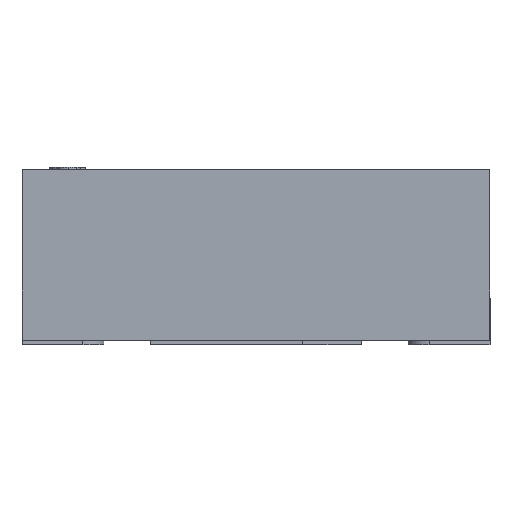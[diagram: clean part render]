
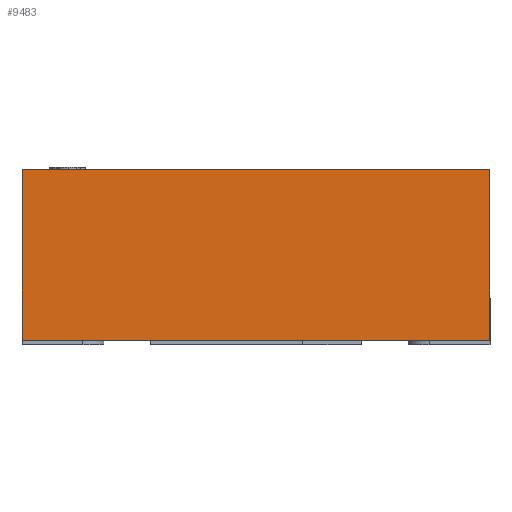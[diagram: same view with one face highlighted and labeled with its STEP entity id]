
A CAD part, left-side view. The second image highlights one B-rep face of the part: STEP entity #9483.
In plain terms, the highlighted planar face has unit normal (-1, 0, 0).
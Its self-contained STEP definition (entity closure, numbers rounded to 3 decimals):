
#5 = PLANE ( 'NONE',  #2159 ) ;
#766 = VECTOR ( 'NONE', #9948, 1000. ) ;
#2159 = AXIS2_PLACEMENT_3D ( 'NONE', #15369, #6470, #7625 ) ;
#2338 = VERTEX_POINT ( 'NONE', #15116 ) ;
#3083 = VERTEX_POINT ( 'NONE', #14820 ) ;
#3192 = VECTOR ( 'NONE', #5490, 1000. ) ;
#3918 = VERTEX_POINT ( 'NONE', #6277 ) ;
#5481 = EDGE_CURVE ( 'NONE', #3918, #11200, #7270, .T. ) ;
#5490 = DIRECTION ( 'NONE',  ( 0., -1., 0. ) ) ;
#5928 = CARTESIAN_POINT ( 'NONE',  ( -1.5, -1., 0.73 ) ) ;
#6193 = LINE ( 'NONE', #16529, #9623 ) ;
#6277 = CARTESIAN_POINT ( 'NONE',  ( -1.5, 1., 0.73 ) ) ;
#6470 = DIRECTION ( 'NONE',  ( 1., 0., 0. ) ) ;
#6653 = EDGE_CURVE ( 'NONE', #3918, #3083, #7474, .T. ) ;
#7270 = LINE ( 'NONE', #7423, #766 ) ;
#7423 = CARTESIAN_POINT ( 'NONE',  ( -1.5, -1., 0.73 ) ) ;
#7474 = LINE ( 'NONE', #12840, #9399 ) ;
#7551 = FACE_OUTER_BOUND ( 'NONE', #16351, .T. ) ;
#7625 = DIRECTION ( 'NONE',  ( 0., 0., -1. ) ) ;
#8854 = ORIENTED_EDGE ( 'NONE', *, *, #5481, .F. ) ;
#9399 = VECTOR ( 'NONE', #14099, 1000. ) ;
#9483 = ADVANCED_FACE ( 'NONE', ( #7551 ), #5, .F. ) ;
#9623 = VECTOR ( 'NONE', #13029, 1000. ) ;
#9751 = EDGE_CURVE ( 'NONE', #11200, #2338, #6193, .T. ) ;
#9948 = DIRECTION ( 'NONE',  ( 0., -1., 0. ) ) ;
#10683 = CARTESIAN_POINT ( 'NONE',  ( -1.5, -1., 0. ) ) ;
#10994 = ORIENTED_EDGE ( 'NONE', *, *, #12317, .T. ) ;
#11200 = VERTEX_POINT ( 'NONE', #5928 ) ;
#12290 = ORIENTED_EDGE ( 'NONE', *, *, #9751, .F. ) ;
#12317 = EDGE_CURVE ( 'NONE', #3083, #2338, #13026, .T. ) ;
#12840 = CARTESIAN_POINT ( 'NONE',  ( -1.5, 1., 0.73 ) ) ;
#13026 = LINE ( 'NONE', #10683, #3192 ) ;
#13029 = DIRECTION ( 'NONE',  ( 0., 0., -1. ) ) ;
#13583 = ORIENTED_EDGE ( 'NONE', *, *, #6653, .T. ) ;
#14099 = DIRECTION ( 'NONE',  ( 0., 0., -1. ) ) ;
#14820 = CARTESIAN_POINT ( 'NONE',  ( -1.5, 1., 0. ) ) ;
#15116 = CARTESIAN_POINT ( 'NONE',  ( -1.5, -1., 0. ) ) ;
#15369 = CARTESIAN_POINT ( 'NONE',  ( -1.5, -1., 0.73 ) ) ;
#16351 = EDGE_LOOP ( 'NONE', ( #10994, #12290, #8854, #13583 ) ) ;
#16529 = CARTESIAN_POINT ( 'NONE',  ( -1.5, -1., 0.73 ) ) ;
